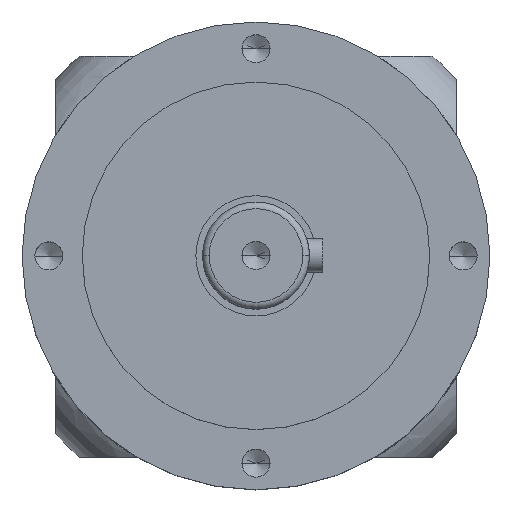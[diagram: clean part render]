
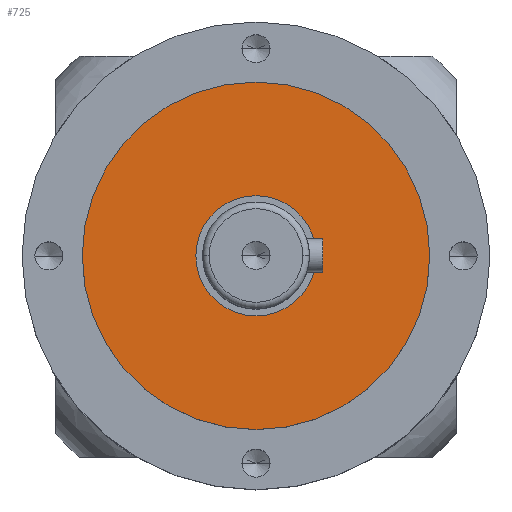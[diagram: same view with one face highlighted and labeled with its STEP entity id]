
A CAD part, top view. The second image highlights one B-rep face of the part: STEP entity #725.
In plain terms, the highlighted planar face has unit normal (0, 0, 1).
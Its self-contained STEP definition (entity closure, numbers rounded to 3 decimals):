
#59 = ORIENTED_EDGE ( 'NONE', *, *, #9612, .T. ) ;
#234 = EDGE_LOOP ( 'NONE', ( #2915, #59 ) ) ;
#246 = CIRCLE ( 'NONE', #1976, 26. ) ;
#725 = ADVANCED_FACE ( 'NONE', ( #6088, #10390 ), #6150, .F. ) ;
#1976 = AXIS2_PLACEMENT_3D ( 'NONE', #8945, #4107, #9764 ) ;
#2390 = CIRCLE ( 'NONE', #7335, 26. ) ;
#2531 = DIRECTION ( 'NONE',  ( 0., 0., 1. ) ) ;
#2889 = CARTESIAN_POINT ( 'NONE',  ( 0., 0., -29.5 ) ) ;
#2915 = ORIENTED_EDGE ( 'NONE', *, *, #6606, .T. ) ;
#3191 = EDGE_CURVE ( 'NONE', #6286, #7437, #6453, .T. ) ;
#3720 = DIRECTION ( 'NONE',  ( 1., 0., 0. ) ) ;
#3820 = CARTESIAN_POINT ( 'NONE',  ( 0., 0., -29.5 ) ) ;
#3860 = AXIS2_PLACEMENT_3D ( 'NONE', #3820, #9491, #4636 ) ;
#4107 = DIRECTION ( 'NONE',  ( 0., 0., 1. ) ) ;
#4577 = CIRCLE ( 'NONE', #3860, 9. ) ;
#4636 = DIRECTION ( 'NONE',  ( 1., 0., 0. ) ) ;
#4642 = CARTESIAN_POINT ( 'NONE',  ( -26., 0., -29.5 ) ) ;
#5186 = CARTESIAN_POINT ( 'NONE',  ( 26., 0., -29.5 ) ) ;
#5486 = AXIS2_PLACEMENT_3D ( 'NONE', #7473, #2531, #8259 ) ;
#5907 = DIRECTION ( 'NONE',  ( 0., 0., -1. ) ) ;
#5977 = EDGE_LOOP ( 'NONE', ( #8356, #9725 ) ) ;
#6088 = FACE_BOUND ( 'NONE', #5977, .T. ) ;
#6150 = PLANE ( 'NONE',  #9595 ) ;
#6286 = VERTEX_POINT ( 'NONE', #8237 ) ;
#6296 = CARTESIAN_POINT ( 'NONE',  ( 0., 26., -29.5 ) ) ;
#6343 = DIRECTION ( 'NONE',  ( -1., 0., 0. ) ) ;
#6453 = CIRCLE ( 'NONE', #5486, 9. ) ;
#6606 = EDGE_CURVE ( 'NONE', #10387, #7392, #246, .T. ) ;
#7335 = AXIS2_PLACEMENT_3D ( 'NONE', #2889, #8587, #3720 ) ;
#7392 = VERTEX_POINT ( 'NONE', #4642 ) ;
#7437 = VERTEX_POINT ( 'NONE', #9529 ) ;
#7473 = CARTESIAN_POINT ( 'NONE',  ( 0., 0., -29.5 ) ) ;
#8237 = CARTESIAN_POINT ( 'NONE',  ( 9., 0., -29.5 ) ) ;
#8259 = DIRECTION ( 'NONE',  ( 1., 0., 0. ) ) ;
#8324 = EDGE_CURVE ( 'NONE', #7437, #6286, #4577, .T. ) ;
#8356 = ORIENTED_EDGE ( 'NONE', *, *, #3191, .F. ) ;
#8587 = DIRECTION ( 'NONE',  ( 0., 0., 1. ) ) ;
#8945 = CARTESIAN_POINT ( 'NONE',  ( 0., 0., -29.5 ) ) ;
#9491 = DIRECTION ( 'NONE',  ( 0., 0., 1. ) ) ;
#9529 = CARTESIAN_POINT ( 'NONE',  ( -9., 0., -29.5 ) ) ;
#9595 = AXIS2_PLACEMENT_3D ( 'NONE', #6296, #5907, #6343 ) ;
#9612 = EDGE_CURVE ( 'NONE', #7392, #10387, #2390, .T. ) ;
#9725 = ORIENTED_EDGE ( 'NONE', *, *, #8324, .F. ) ;
#9764 = DIRECTION ( 'NONE',  ( 1., 0., 0. ) ) ;
#10387 = VERTEX_POINT ( 'NONE', #5186 ) ;
#10390 = FACE_OUTER_BOUND ( 'NONE', #234, .T. ) ;
